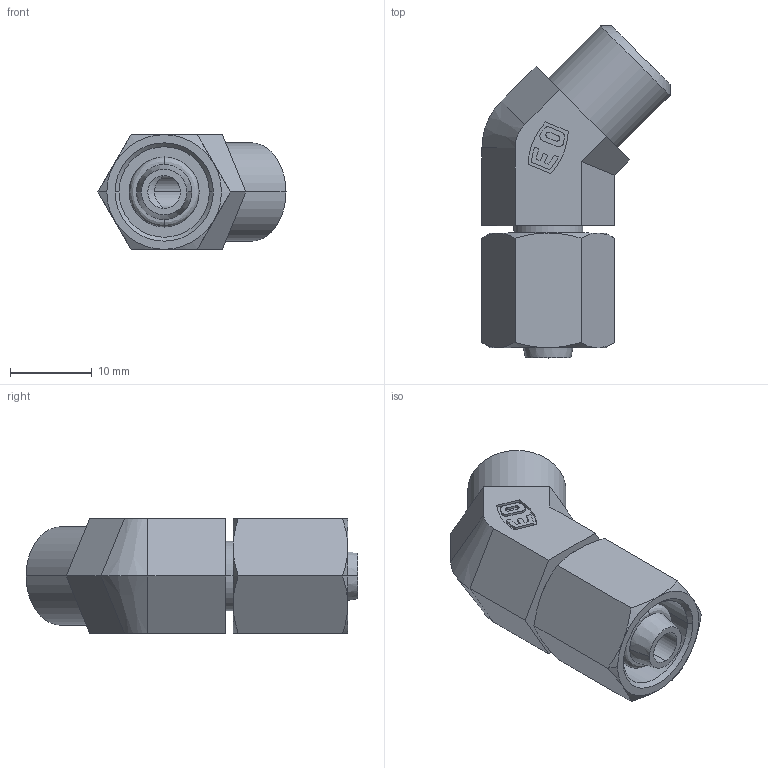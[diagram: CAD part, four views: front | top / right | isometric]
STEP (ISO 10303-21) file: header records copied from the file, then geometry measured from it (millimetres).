
FILE_DESCRIPTION (( 'STEP AP214' ), '1' );
FILE_NAME ('MET3005.STEP', '2019-07-05T11:13:01', ( 'Metrol Springs' ), ( 'Hewlett-Packard Company' ), 'SwSTEP 2.0', 'SolidWorks 2017', '' );
FILE_SCHEMA (( 'AUTOMOTIVE_DESIGN' ));
Length unit declared in the file: millimetre
Products named in the file (1): MET3005
Bounding box: 22.97 x 40.53 x 14 mm (x, y, z)
Volume: 5047.4 mm3; surface area: 3499.6 mm2
Topology: 1 solids, 1 shells, 120 faces, 286 edges, 180 vertices
Faces by surface type: plane 53, cylinder 34, cone 29, bspline 4
Entity records: 3626 total; most frequent: CARTESIAN_POINT 789, DIRECTION 598, ORIENTED_EDGE 572, EDGE_CURVE 286, AXIS2_PLACEMENT_3D 223, VERTEX_POINT 180, VECTOR 152, LINE 152
